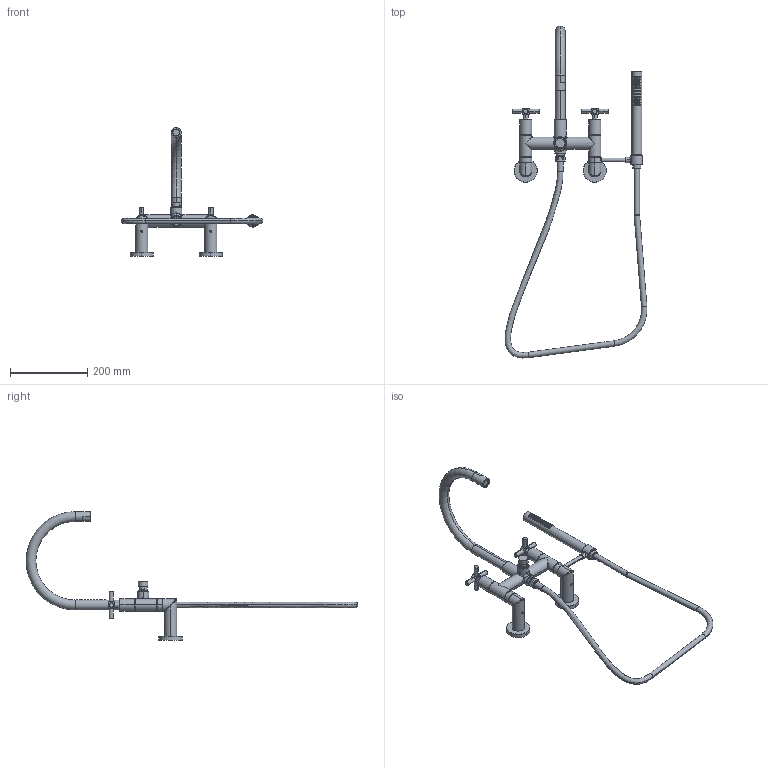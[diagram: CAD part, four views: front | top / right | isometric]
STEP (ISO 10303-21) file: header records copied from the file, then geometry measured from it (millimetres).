
FILE_DESCRIPTION((''),'2;1');
FILE_NAME('1500-4282','2023-02-23T23:17:10',('nehatek'),(''),'CREO PARAMETRIC BY PTC INC, 2019352','CREO PARAMETRIC BY PTC INC, 2019352','');
FILE_SCHEMA(('CONFIG_CONTROL_DESIGN'));
Length unit declared in the file: inch
Products named in the file (1): 1500-4282
Bounding box: 366.58 x 858.25 x 332.74 mm (x, y, z)
Volume: 1228422.1 mm3; surface area: 224426.7 mm2
Topology: 5 solids, 5 shells, 1196 faces, 2661 edges, 1611 vertices
Faces by surface type: bspline 670, cylinder 329, plane 133, cone 30, torus 24, sphere 10
Entity records: 132978 total; most frequent: CARTESIAN_POINT 111502, ORIENTED_EDGE 5320, DIRECTION 2733, EDGE_CURVE 2660, VERTEX_POINT 1611, B_SPLINE_CURVE_WITH_KNOTS 1505, EDGE_LOOP 1335, FACE_OUTER_BOUND 1196
